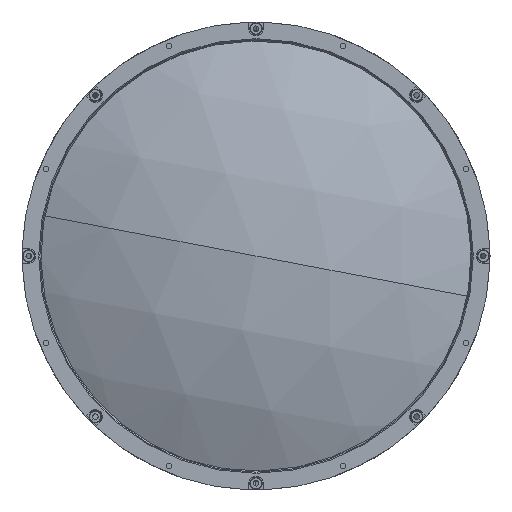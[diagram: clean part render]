
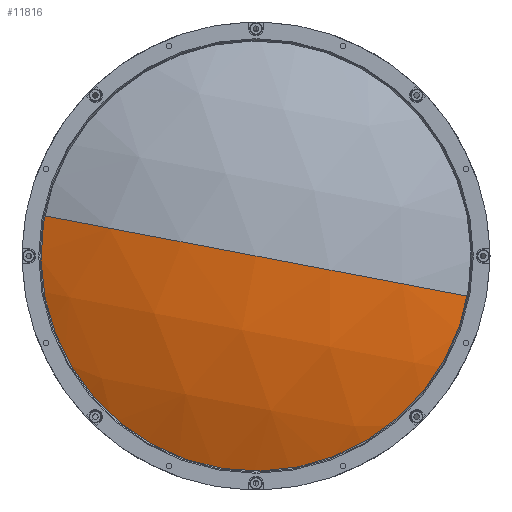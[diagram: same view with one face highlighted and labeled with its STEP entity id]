
A CAD part, left-side view. The second image highlights one B-rep face of the part: STEP entity #11816.
In plain terms, the highlighted spherical face has radius 231.3 mm.
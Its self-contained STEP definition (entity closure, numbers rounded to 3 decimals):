
#95 = ORIENTED_EDGE ( 'NONE', *, *, #11634, .F. ) ;
#654 = ORIENTED_EDGE ( 'NONE', *, *, #16892, .T. ) ;
#678 = EDGE_LOOP ( 'NONE', ( #654, #8568, #95 ) ) ;
#1358 = CARTESIAN_POINT ( 'NONE',  ( 228.685, 0., 0. ) ) ;
#1551 = DIRECTION ( 'NONE',  ( 0., 0.982, 0.187 ) ) ;
#1633 = FACE_OUTER_BOUND ( 'NONE', #678, .T. ) ;
#2454 = CARTESIAN_POINT ( 'NONE',  ( 228.685, 0., 0. ) ) ;
#2764 = AXIS2_PLACEMENT_3D ( 'NONE', #1358, #10432, #1551 ) ;
#3851 = DIRECTION ( 'NONE',  ( 0., -0.187, 0.982 ) ) ;
#3955 = DIRECTION ( 'NONE',  ( 0., 0.982, 0.187 ) ) ;
#4071 = EDGE_CURVE ( 'NONE', #11265, #8295, #9426, .T. ) ;
#4649 = SPHERICAL_SURFACE ( 'NONE', #2764, 231.3 ) ;
#5503 = CARTESIAN_POINT ( 'NONE',  ( 19.407, 0., 0. ) ) ;
#6823 = CARTESIAN_POINT ( 'NONE',  ( 19.407, -96.77, -18.381 ) ) ;
#7001 = DIRECTION ( 'NONE',  ( 0., 0.187, -0.982 ) ) ;
#8295 = VERTEX_POINT ( 'NONE', #9675 ) ;
#8568 = ORIENTED_EDGE ( 'NONE', *, *, #4071, .T. ) ;
#9364 = AXIS2_PLACEMENT_3D ( 'NONE', #5503, #15910, #7001 ) ;
#9426 = CIRCLE ( 'NONE', #11052, 231.3 ) ;
#9675 = CARTESIAN_POINT ( 'NONE',  ( -2.615, 0., 0. ) ) ;
#10432 = DIRECTION ( 'NONE',  ( 0., 0.187, -0.982 ) ) ;
#11052 = AXIS2_PLACEMENT_3D ( 'NONE', #2454, #12846, #3955 ) ;
#11265 = VERTEX_POINT ( 'NONE', #6823 ) ;
#11634 = EDGE_CURVE ( 'NONE', #12289, #8295, #14858, .T. ) ;
#11816 = ADVANCED_FACE ( 'NONE', ( #1633 ), #4649, .T. ) ;
#12289 = VERTEX_POINT ( 'NONE', #16262 ) ;
#12740 = CARTESIAN_POINT ( 'NONE',  ( 228.685, 0., 0. ) ) ;
#12846 = DIRECTION ( 'NONE',  ( 0., 0.187, -0.982 ) ) ;
#14061 = AXIS2_PLACEMENT_3D ( 'NONE', #12740, #3851, #14223 ) ;
#14223 = DIRECTION ( 'NONE',  ( 0., -0.982, -0.187 ) ) ;
#14858 = CIRCLE ( 'NONE', #14061, 231.3 ) ;
#15910 = DIRECTION ( 'NONE',  ( -1., 0., 0. ) ) ;
#16262 = CARTESIAN_POINT ( 'NONE',  ( 19.407, 96.77, 18.381 ) ) ;
#16892 = EDGE_CURVE ( 'NONE', #12289, #11265, #19066, .T. ) ;
#19066 = CIRCLE ( 'NONE', #9364, 98.5 ) ;
